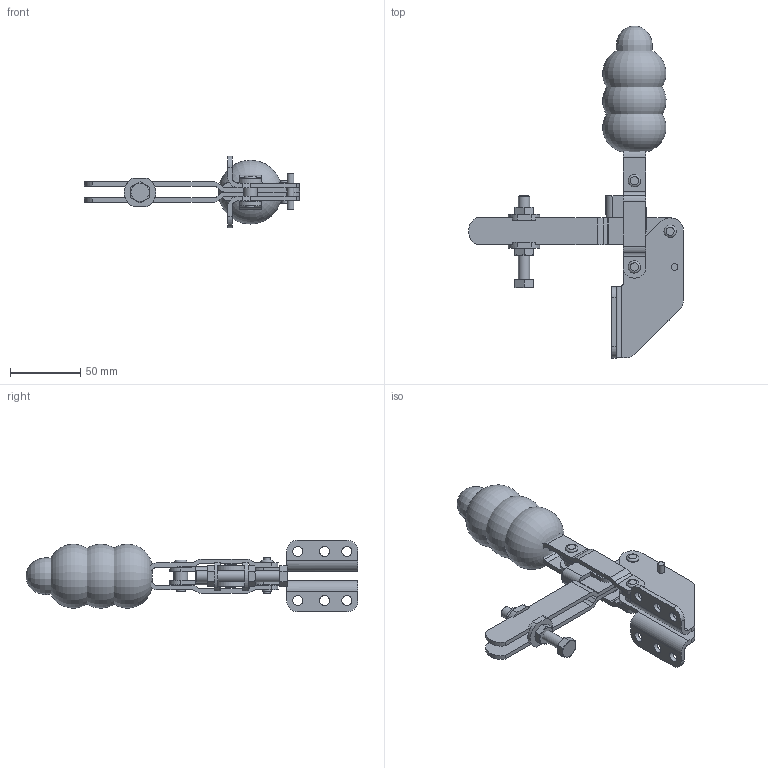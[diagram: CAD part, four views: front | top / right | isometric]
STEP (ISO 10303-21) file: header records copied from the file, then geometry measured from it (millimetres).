
FILE_DESCRIPTION(/* description */ ('Alibre Inc.'),/* implementation_level */ '2;1');
FILE_NAME(/* name */ 'export0',/* time_stamp */ '2012-02-17T12:11:24+01:00',/* author */ (''),/* organization */ (''),/* preprocessor_version */ 'ST-DEVELOPER v12',/* originating_system */ 'Alibre',/* authorisation */ '');
FILE_SCHEMA (('CONFIG_CONTROL_DESIGN'));
Length unit declared in the file: millimetre
Products named in the file (1): ID_1
Bounding box: 152.8 x 235.86 x 50.75 mm (x, y, z)
Volume: 197578.6 mm3; surface area: 85603.8 mm2
Topology: 22 solids, 22 shells, 291 faces, 733 edges, 481 vertices
Faces by surface type: plane 145, cylinder 117, cone 21, torus 7, revolution 1
Full cylindrical faces by diameter (mm): 4.76 x2, 4.763 x1, 6.31 x4, 6.375 x8, 6.425 x4, 6.8 x2, 7.05 x6, 8 x1, 8.3 x2, 8.8 x4, 9.51 x4, 9.55 x2, 9.6 x2, 9.71 x4, 20 x1
Entity records: 8155 total; most frequent: CARTESIAN_POINT 1601, ORIENTED_EDGE 1302, DIRECTION 1210, EDGE_CURVE 651, AXIS2_PLACEMENT_3D 518, VERTEX_POINT 455, EDGE_LOOP 416, FACE_BOUND 416
